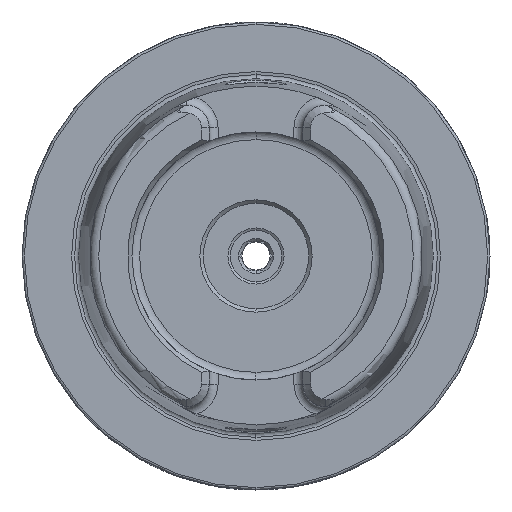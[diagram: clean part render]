
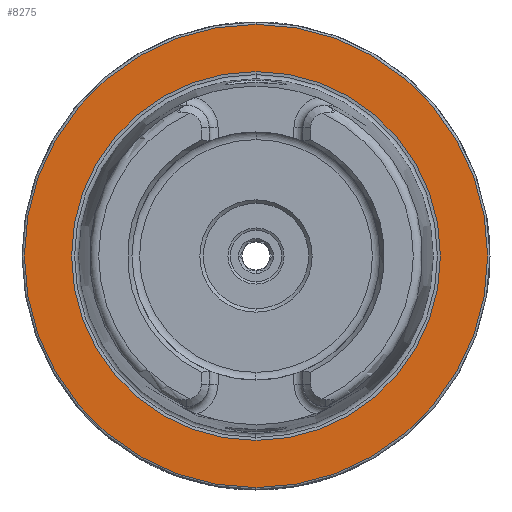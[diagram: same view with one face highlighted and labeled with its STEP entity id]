
A CAD part, left-side view. The second image highlights one B-rep face of the part: STEP entity #8275.
In plain terms, the highlighted planar face has unit normal (-1, 0, 0).
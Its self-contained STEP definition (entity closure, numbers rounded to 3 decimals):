
#94 = DIRECTION ( 'NONE',  ( 0., 0., 1. ) ) ;
#96 = DIRECTION ( 'NONE',  ( -1., 0., 0. ) ) ;
#108 = CARTESIAN_POINT ( 'NONE',  ( 0., 0., 0. ) ) ;
#1671 = VERTEX_POINT ( 'NONE', #10672 ) ;
#2258 = VERTEX_POINT ( 'NONE', #2273 ) ;
#2273 = CARTESIAN_POINT ( 'NONE',  ( 0., 0., 39.405 ) ) ;
#3125 = EDGE_LOOP ( 'NONE', ( #7925, #8016 ) ) ;
#3168 = EDGE_LOOP ( 'NONE', ( #4536, #8160 ) ) ;
#3308 = AXIS2_PLACEMENT_3D ( 'NONE', #4897, #4896, #4885 ) ;
#3403 = AXIS2_PLACEMENT_3D ( 'NONE', #4960, #4959, #4948 ) ;
#3596 = EDGE_CURVE ( 'NONE', #5181, #7052, #5005, .T. ) ;
#3625 = EDGE_CURVE ( 'NONE', #2258, #1671, #4900, .T. ) ;
#4536 = ORIENTED_EDGE ( 'NONE', *, *, #8207, .T. ) ;
#4885 = DIRECTION ( 'NONE',  ( 0., 0., 1. ) ) ;
#4896 = DIRECTION ( 'NONE',  ( -1., 0., 0. ) ) ;
#4897 = CARTESIAN_POINT ( 'NONE',  ( 0., 0., 0. ) ) ;
#4900 = CIRCLE ( 'NONE', #3308, 39.405 ) ;
#4948 = DIRECTION ( 'NONE',  ( 0., 0., 1. ) ) ;
#4959 = DIRECTION ( 'NONE',  ( -1., 0., 0. ) ) ;
#4960 = CARTESIAN_POINT ( 'NONE',  ( 0., 0., 0. ) ) ;
#5005 = CIRCLE ( 'NONE', #3403, 49.5 ) ;
#5181 = VERTEX_POINT ( 'NONE', #6319 ) ;
#5205 = CARTESIAN_POINT ( 'NONE',  ( 0., 0., 49.5 ) ) ;
#5832 = DIRECTION ( 'NONE',  ( 0., 0., -1. ) ) ;
#5860 = DIRECTION ( 'NONE',  ( 1., 0., 0. ) ) ;
#5870 = PLANE ( 'NONE',  #6251 ) ;
#6156 = CARTESIAN_POINT ( 'NONE',  ( 0., 49.5, 0. ) ) ;
#6251 = AXIS2_PLACEMENT_3D ( 'NONE', #6156, #5860, #5832 ) ;
#6319 = CARTESIAN_POINT ( 'NONE',  ( 0., 0., -49.5 ) ) ;
#6529 = DIRECTION ( 'NONE',  ( 0., 0., 1. ) ) ;
#6538 = DIRECTION ( 'NONE',  ( -1., 0., 0. ) ) ;
#6566 = CARTESIAN_POINT ( 'NONE',  ( 0., 0., 0. ) ) ;
#6605 = EDGE_CURVE ( 'NONE', #1671, #2258, #10537, .T. ) ;
#6666 = AXIS2_PLACEMENT_3D ( 'NONE', #6566, #6538, #6529 ) ;
#7052 = VERTEX_POINT ( 'NONE', #5205 ) ;
#7470 = FACE_OUTER_BOUND ( 'NONE', #3168, .T. ) ;
#7925 = ORIENTED_EDGE ( 'NONE', *, *, #3625, .F. ) ;
#8016 = ORIENTED_EDGE ( 'NONE', *, *, #6605, .F. ) ;
#8148 = FACE_BOUND ( 'NONE', #3125, .T. ) ;
#8160 = ORIENTED_EDGE ( 'NONE', *, *, #3596, .T. ) ;
#8207 = EDGE_CURVE ( 'NONE', #7052, #5181, #10333, .T. ) ;
#8275 = ADVANCED_FACE ( 'NONE', ( #8148, #7470 ), #5870, .F. ) ;
#9634 = AXIS2_PLACEMENT_3D ( 'NONE', #108, #96, #94 ) ;
#10333 = CIRCLE ( 'NONE', #6666, 49.5 ) ;
#10537 = CIRCLE ( 'NONE', #9634, 39.405 ) ;
#10672 = CARTESIAN_POINT ( 'NONE',  ( 0., 0., -39.405 ) ) ;
